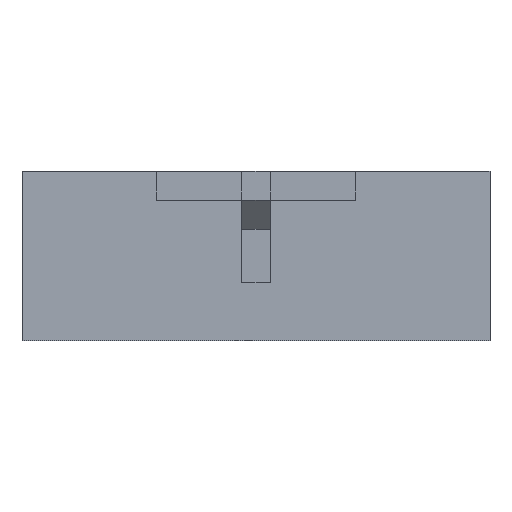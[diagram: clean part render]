
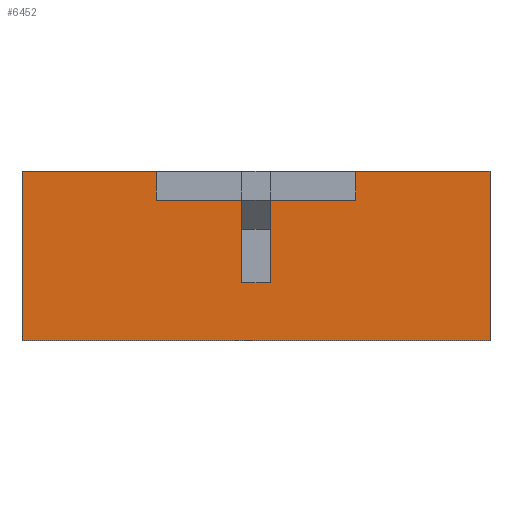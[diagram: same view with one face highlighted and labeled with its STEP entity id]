
A CAD part, left-side view. The second image highlights one B-rep face of the part: STEP entity #6452.
In plain terms, the highlighted planar face has unit normal (-1, 0, 0).
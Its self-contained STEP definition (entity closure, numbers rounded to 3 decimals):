
#32 = VERTEX_POINT('',#33);
#33 = CARTESIAN_POINT('',(-19.8,-0.65,
    -1.2));
#39 = EDGE_CURVE('',#40,#32,#42,.T.);
#40 = VERTEX_POINT('',#41);
#41 = CARTESIAN_POINT('',(-19.8,-0.65,2.5));
#42 = LINE('',#43,#44);
#43 = CARTESIAN_POINT('',(-19.8,-0.65,2.5));
#44 = VECTOR('',#45,1.);
#45 = DIRECTION('',(0.,0.,-1.));
#70 = EDGE_CURVE('',#71,#40,#73,.T.);
#71 = VERTEX_POINT('',#72);
#72 = CARTESIAN_POINT('',(-19.8,-4.475,2.5));
#73 = LINE('',#74,#75);
#74 = CARTESIAN_POINT('',(-19.8,-4.475,2.5));
#75 = VECTOR('',#76,1.);
#76 = DIRECTION('',(0.,1.,0.));
#149 = VERTEX_POINT('',#150);
#150 = CARTESIAN_POINT('',(-19.8,-4.475,
    3.8));
#156 = EDGE_CURVE('',#157,#149,#159,.T.);
#157 = VERTEX_POINT('',#158);
#158 = CARTESIAN_POINT('',(-19.8,-10.5,3.8));
#159 = LINE('',#160,#161);
#160 = CARTESIAN_POINT('',(-19.8,-10.5,3.8));
#161 = VECTOR('',#162,1.);
#162 = DIRECTION('',(0.,1.,0.));
#261 = VERTEX_POINT('',#262);
#262 = CARTESIAN_POINT('',(-19.8,10.5,3.8));
#268 = EDGE_CURVE('',#269,#261,#271,.T.);
#269 = VERTEX_POINT('',#270);
#270 = CARTESIAN_POINT('',(-19.8,4.475,3.8
    ));
#271 = LINE('',#272,#273);
#272 = CARTESIAN_POINT('',(-19.8,4.475,3.8
    ));
#273 = VECTOR('',#274,1.);
#274 = DIRECTION('',(0.,1.,0.));
#5186 = VERTEX_POINT('',#5187);
#5187 = CARTESIAN_POINT('',(-19.8,-10.5,-3.8));
#5193 = EDGE_CURVE('',#5194,#5186,#5196,.T.);
#5194 = VERTEX_POINT('',#5195);
#5195 = CARTESIAN_POINT('',(-19.8,10.5,-3.8));
#5196 = LINE('',#5197,#5198);
#5197 = CARTESIAN_POINT('',(-19.8,10.5,-3.8));
#5198 = VECTOR('',#5199,1.);
#5199 = DIRECTION('',(0.,-1.,0.));
#6256 = VERTEX_POINT('',#6257);
#6257 = CARTESIAN_POINT('',(-19.8,4.475,2.5));
#6263 = EDGE_CURVE('',#6264,#6256,#6266,.T.);
#6264 = VERTEX_POINT('',#6265);
#6265 = CARTESIAN_POINT('',(-19.8,0.65,2.5));
#6266 = LINE('',#6267,#6268);
#6267 = CARTESIAN_POINT('',(-19.8,0.65,2.5));
#6268 = VECTOR('',#6269,1.);
#6269 = DIRECTION('',(0.,1.,0.));
#6286 = EDGE_CURVE('',#6256,#269,#6287,.T.);
#6287 = LINE('',#6288,#6289);
#6288 = CARTESIAN_POINT('',(-19.8,4.475,2.5));
#6289 = VECTOR('',#6290,1.);
#6290 = DIRECTION('',(0.,0.,1.));
#6452 = ADVANCED_FACE('',(#6453),#6494,.T.);
#6453 = FACE_BOUND('',#6454,.T.);
#6454 = EDGE_LOOP('',(#6455,#6456,#6457,#6465,#6471,#6472,#6473,#6474,
    #6480,#6481,#6487,#6488));
#6455 = ORIENTED_EDGE('',*,*,#70,.T.);
#6456 = ORIENTED_EDGE('',*,*,#39,.T.);
#6457 = ORIENTED_EDGE('',*,*,#6458,.T.);
#6458 = EDGE_CURVE('',#32,#6459,#6461,.T.);
#6459 = VERTEX_POINT('',#6460);
#6460 = CARTESIAN_POINT('',(-19.8,0.65,
    -1.2));
#6461 = LINE('',#6462,#6463);
#6462 = CARTESIAN_POINT('',(-19.8,-0.65,
    -1.2));
#6463 = VECTOR('',#6464,1.);
#6464 = DIRECTION('',(0.,1.,0.));
#6465 = ORIENTED_EDGE('',*,*,#6466,.T.);
#6466 = EDGE_CURVE('',#6459,#6264,#6467,.T.);
#6467 = LINE('',#6468,#6469);
#6468 = CARTESIAN_POINT('',(-19.8,0.65,
    -1.2));
#6469 = VECTOR('',#6470,1.);
#6470 = DIRECTION('',(0.,0.,1.));
#6471 = ORIENTED_EDGE('',*,*,#6263,.T.);
#6472 = ORIENTED_EDGE('',*,*,#6286,.T.);
#6473 = ORIENTED_EDGE('',*,*,#268,.T.);
#6474 = ORIENTED_EDGE('',*,*,#6475,.T.);
#6475 = EDGE_CURVE('',#261,#5194,#6476,.T.);
#6476 = LINE('',#6477,#6478);
#6477 = CARTESIAN_POINT('',(-19.8,10.5,3.8));
#6478 = VECTOR('',#6479,1.);
#6479 = DIRECTION('',(0.,0.,-1.));
#6480 = ORIENTED_EDGE('',*,*,#5193,.T.);
#6481 = ORIENTED_EDGE('',*,*,#6482,.T.);
#6482 = EDGE_CURVE('',#5186,#157,#6483,.T.);
#6483 = LINE('',#6484,#6485);
#6484 = CARTESIAN_POINT('',(-19.8,-10.5,-3.8));
#6485 = VECTOR('',#6486,1.);
#6486 = DIRECTION('',(0.,0.,1.));
#6487 = ORIENTED_EDGE('',*,*,#156,.T.);
#6488 = ORIENTED_EDGE('',*,*,#6489,.T.);
#6489 = EDGE_CURVE('',#149,#71,#6490,.T.);
#6490 = LINE('',#6491,#6492);
#6491 = CARTESIAN_POINT('',(-19.8,-4.475,
    3.8));
#6492 = VECTOR('',#6493,1.);
#6493 = DIRECTION('',(0.,0.,-1.));
#6494 = PLANE('',#6495);
#6495 = AXIS2_PLACEMENT_3D('',#6496,#6497,#6498);
#6496 = CARTESIAN_POINT('',(-19.8,0.,-0.051));
#6497 = DIRECTION('',(-1.,-0.,-0.));
#6498 = DIRECTION('',(0.,0.,-1.));
